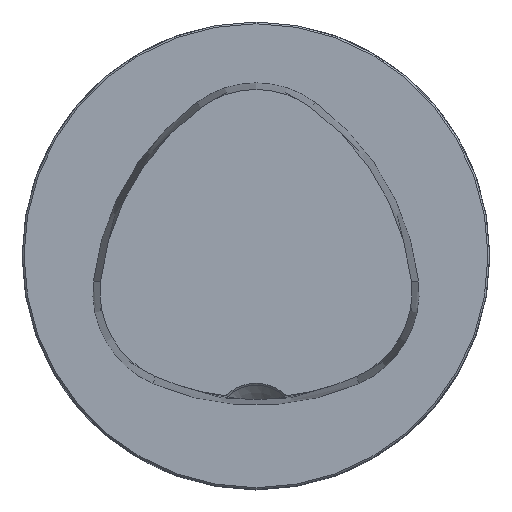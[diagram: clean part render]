
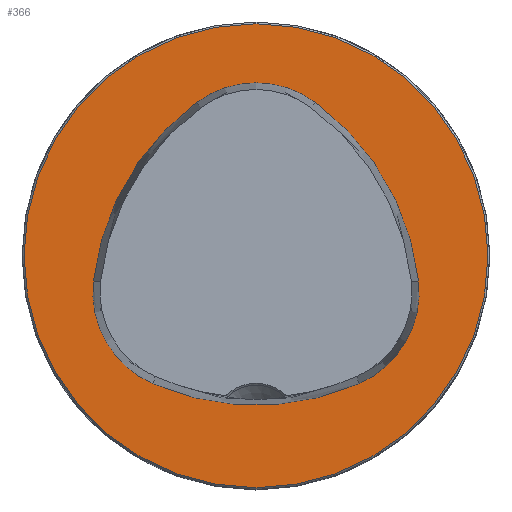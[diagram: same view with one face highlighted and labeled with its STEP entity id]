
A CAD part, top view. The second image highlights one B-rep face of the part: STEP entity #366.
In plain terms, the highlighted planar face has unit normal (0, 0, 1).
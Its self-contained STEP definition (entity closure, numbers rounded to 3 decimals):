
#152=FACE_BOUND('',#697,.T.);
#153=FACE_BOUND('',#698,.T.);
#310=CIRCLE('',#2531,44.075);
#312=CIRCLE('',#2534,44.075);
#313=CIRCLE('',#2535,17.075);
#314=CIRCLE('',#2536,44.075);
#315=CIRCLE('',#2537,17.075);
#316=CIRCLE('',#2538,17.075);
#317=CIRCLE('',#2539,39.7);
#366=ADVANCED_FACE('CU_FL_N1_SU_1',(#152,#153),#495,.T.);
#495=PLANE('',#2540);
#697=EDGE_LOOP('',(#1012,#1013,#1014,#1015,#1016,#1017));
#698=EDGE_LOOP('',(#1018));
#1012=ORIENTED_EDGE('',*,*,#1897,.F.);
#1013=ORIENTED_EDGE('',*,*,#1898,.F.);
#1014=ORIENTED_EDGE('',*,*,#1899,.F.);
#1015=ORIENTED_EDGE('',*,*,#1900,.F.);
#1016=ORIENTED_EDGE('',*,*,#1894,.F.);
#1017=ORIENTED_EDGE('',*,*,#1901,.F.);
#1018=ORIENTED_EDGE('',*,*,#1902,.T.);
#1660=VERTEX_POINT('',#3990);
#1661=VERTEX_POINT('',#3992);
#1663=VERTEX_POINT('',#3998);
#1664=VERTEX_POINT('',#3999);
#1665=VERTEX_POINT('',#4001);
#1666=VERTEX_POINT('',#4003);
#1667=VERTEX_POINT('',#4007);
#1894=EDGE_CURVE('',#1660,#1661,#310,.T.);
#1897=EDGE_CURVE('',#1663,#1664,#312,.T.);
#1898=EDGE_CURVE('',#1665,#1663,#313,.T.);
#1899=EDGE_CURVE('',#1666,#1665,#314,.T.);
#1900=EDGE_CURVE('',#1661,#1666,#315,.T.);
#1901=EDGE_CURVE('',#1664,#1660,#316,.T.);
#1902=EDGE_CURVE('',#1667,#1667,#317,.T.);
#2531=AXIS2_PLACEMENT_3D('',#3991,#2838,#2839);
#2534=AXIS2_PLACEMENT_3D('',#3997,#2845,#2846);
#2535=AXIS2_PLACEMENT_3D('',#4000,#2847,#2848);
#2536=AXIS2_PLACEMENT_3D('',#4002,#2849,#2850);
#2537=AXIS2_PLACEMENT_3D('',#4004,#2851,#2852);
#2538=AXIS2_PLACEMENT_3D('',#4005,#2853,#2854);
#2539=AXIS2_PLACEMENT_3D('',#4006,#2855,#2856);
#2540=AXIS2_PLACEMENT_3D('',#4008,#2857,#2858);
#2838=DIRECTION('',(0.,0.,1.));
#2839=DIRECTION('',(1.,0.,0.));
#2845=DIRECTION('',(0.,0.,1.));
#2846=DIRECTION('',(1.,0.,0.));
#2847=DIRECTION('',(0.,0.,1.));
#2848=DIRECTION('',(1.,0.,0.));
#2849=DIRECTION('',(0.,0.,1.));
#2850=DIRECTION('',(1.,0.,0.));
#2851=DIRECTION('',(0.,0.,1.));
#2852=DIRECTION('',(1.,0.,0.));
#2853=DIRECTION('',(0.,0.,1.));
#2854=DIRECTION('',(1.,0.,0.));
#2855=DIRECTION('',(0.,0.,1.));
#2856=DIRECTION('',(1.,0.,0.));
#2857=DIRECTION('',(0.,0.,1.));
#2858=DIRECTION('',(1.,0.,0.));
#3990=CARTESIAN_POINT('',(-17.691,-21.869,0.));
#3991=CARTESIAN_POINT('',(0.,18.5,0.));
#3992=CARTESIAN_POINT('',(17.691,-21.869,0.));
#3997=CARTESIAN_POINT('',(15.993,-9.254,0.));
#3998=CARTESIAN_POINT('',(-10.114,26.257,0.));
#3999=CARTESIAN_POINT('',(-27.805,-4.317,0.));
#4000=CARTESIAN_POINT('',(0.,12.5,0.));
#4001=CARTESIAN_POINT('',(10.114,26.257,0.));
#4002=CARTESIAN_POINT('',(-15.993,-9.254,0.));
#4003=CARTESIAN_POINT('',(27.805,-4.317,0.));
#4004=CARTESIAN_POINT('',(10.837,-6.23,0.));
#4005=CARTESIAN_POINT('',(-10.837,-6.23,0.));
#4006=CARTESIAN_POINT('',(0.,0.,0.));
#4007=CARTESIAN_POINT('',(39.7,0.,0.));
#4008=CARTESIAN_POINT('',(0.,0.,0.));
